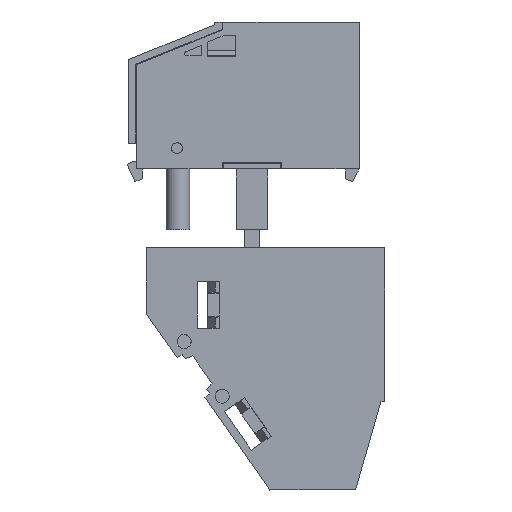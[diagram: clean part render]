
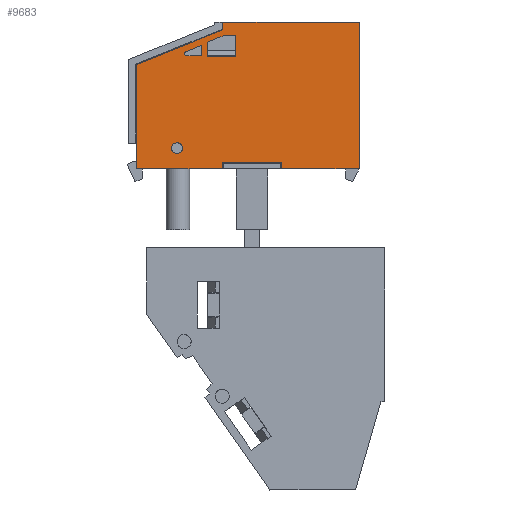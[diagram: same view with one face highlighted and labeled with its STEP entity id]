
A CAD part, left-side view. The second image highlights one B-rep face of the part: STEP entity #9683.
In plain terms, the highlighted planar face has unit normal (-1, 0, 0).
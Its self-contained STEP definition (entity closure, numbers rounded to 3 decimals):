
#7107=AXIS2_PLACEMENT_3D('Plane Axis2P3D',#7104,#7105,#7106) ;
#9633=AXIS2_PLACEMENT_3D('Circle Axis2P3D',#9631,#9632,$) ;
#9642=AXIS2_PLACEMENT_3D('Circle Axis2P3D',#9640,#9641,$) ;
#9651=AXIS2_PLACEMENT_3D('Circle Axis2P3D',#9649,#9650,$) ;
#7104=CARTESIAN_POINT('Axis2P3D Location',(0.,0.,0.)) ;
#8161=CARTESIAN_POINT('Vertex',(0.,19.124,55.457)) ;
#8164=CARTESIAN_POINT('Line Origine',(0.,19.124,56.816)) ;
#8168=CARTESIAN_POINT('Vertex',(0.,19.124,58.175)) ;
#9505=CARTESIAN_POINT('Vertex',(0.,22.676,55.457)) ;
#9508=CARTESIAN_POINT('Line Origine',(0.,20.9,55.457)) ;
#9523=CARTESIAN_POINT('Line Origine',(0.,8.25,41.099)) ;
#9527=CARTESIAN_POINT('Vertex',(0.,13.2,41.099)) ;
#9529=CARTESIAN_POINT('Vertex',(0.,3.3,41.099)) ;
#9532=CARTESIAN_POINT('Line Origine',(0.,3.3,50.499)) ;
#9536=CARTESIAN_POINT('Vertex',(0.,3.3,59.899)) ;
#9539=CARTESIAN_POINT('Line Origine',(0.,12.013,59.899)) ;
#9543=CARTESIAN_POINT('Vertex',(0.,20.725,59.899)) ;
#9546=CARTESIAN_POINT('Line Origine',(0.,20.725,59.399)) ;
#9550=CARTESIAN_POINT('Vertex',(0.,20.725,58.899)) ;
#9553=CARTESIAN_POINT('Line Origine',(0.,26.263,56.661)) ;
#9557=CARTESIAN_POINT('Vertex',(0.,31.8,54.424)) ;
#9560=CARTESIAN_POINT('Line Origine',(0.,31.8,47.761)) ;
#9564=CARTESIAN_POINT('Vertex',(0.,31.8,41.099)) ;
#9567=CARTESIAN_POINT('Line Origine',(0.,26.3,41.099)) ;
#9571=CARTESIAN_POINT('Vertex',(0.,20.8,41.099)) ;
#9574=CARTESIAN_POINT('Line Origine',(0.,20.8,41.499)) ;
#9578=CARTESIAN_POINT('Vertex',(0.,20.8,41.899)) ;
#9581=CARTESIAN_POINT('Line Origine',(0.,17.,41.899)) ;
#9585=CARTESIAN_POINT('Vertex',(0.,13.2,41.899)) ;
#9588=CARTESIAN_POINT('Line Origine',(0.,13.2,41.499)) ;
#9605=CARTESIAN_POINT('Line Origine',(0.,22.676,56.393)) ;
#9609=CARTESIAN_POINT('Vertex',(0.,22.676,57.33)) ;
#9612=CARTESIAN_POINT('Line Origine',(0.,21.63,57.752)) ;
#9616=CARTESIAN_POINT('Vertex',(0.,20.585,58.175)) ;
#9619=CARTESIAN_POINT('Line Origine',(0.,19.854,58.175)) ;
#9631=CARTESIAN_POINT('Axis2P3D Location',(0.,26.6,43.749)) ;
#9635=CARTESIAN_POINT('Vertex',(0.,26.6,43.049)) ;
#9637=CARTESIAN_POINT('Vertex',(0.,26.6,44.449)) ;
#9640=CARTESIAN_POINT('Axis2P3D Location',(0.,26.6,43.749)) ;
#9649=CARTESIAN_POINT('Axis2P3D Location',(0.,25.338,55.849)) ;
#9653=CARTESIAN_POINT('Vertex',(0.,25.45,56.127)) ;
#9655=CARTESIAN_POINT('Vertex',(0.,25.338,55.549)) ;
#9658=CARTESIAN_POINT('Line Origine',(0.,24.475,56.521)) ;
#9662=CARTESIAN_POINT('Vertex',(0.,23.5,56.915)) ;
#9665=CARTESIAN_POINT('Line Origine',(0.,23.5,56.232)) ;
#9669=CARTESIAN_POINT('Vertex',(0.,23.5,55.549)) ;
#9672=CARTESIAN_POINT('Line Origine',(0.,24.419,55.549)) ;
#7105=DIRECTION('Axis2P3D Direction',(-1.,0.,0.)) ;
#7106=DIRECTION('Axis2P3D XDirection',(0.,0.,1.)) ;
#8165=DIRECTION('Vector Direction',(0.,0.,-1.)) ;
#9509=DIRECTION('Vector Direction',(0.,1.,0.)) ;
#9524=DIRECTION('Vector Direction',(0.,1.,0.)) ;
#9533=DIRECTION('Vector Direction',(0.,0.,-1.)) ;
#9540=DIRECTION('Vector Direction',(0.,-1.,0.)) ;
#9547=DIRECTION('Vector Direction',(0.,0.,-1.)) ;
#9554=DIRECTION('Vector Direction',(0.,-0.927,0.375)) ;
#9561=DIRECTION('Vector Direction',(0.,0.,1.)) ;
#9568=DIRECTION('Vector Direction',(0.,1.,0.)) ;
#9575=DIRECTION('Vector Direction',(0.,0.,1.)) ;
#9582=DIRECTION('Vector Direction',(0.,-1.,0.)) ;
#9589=DIRECTION('Vector Direction',(0.,0.,-1.)) ;
#9606=DIRECTION('Vector Direction',(0.,0.,1.)) ;
#9613=DIRECTION('Vector Direction',(0.,-0.927,0.375)) ;
#9620=DIRECTION('Vector Direction',(0.,1.,0.)) ;
#9632=DIRECTION('Axis2P3D Direction',(-1.,0.,0.)) ;
#9641=DIRECTION('Axis2P3D Direction',(-1.,0.,0.)) ;
#9650=DIRECTION('Axis2P3D Direction',(-1.,0.,0.)) ;
#9659=DIRECTION('Vector Direction',(0.,-0.927,0.375)) ;
#9666=DIRECTION('Vector Direction',(0.,0.,-1.)) ;
#9673=DIRECTION('Vector Direction',(0.,1.,0.)) ;
#8166=VECTOR('Line Direction',#8165,1.) ;
#9510=VECTOR('Line Direction',#9509,1.) ;
#9525=VECTOR('Line Direction',#9524,1.) ;
#9534=VECTOR('Line Direction',#9533,1.) ;
#9541=VECTOR('Line Direction',#9540,1.) ;
#9548=VECTOR('Line Direction',#9547,1.) ;
#9555=VECTOR('Line Direction',#9554,1.) ;
#9562=VECTOR('Line Direction',#9561,1.) ;
#9569=VECTOR('Line Direction',#9568,1.) ;
#9576=VECTOR('Line Direction',#9575,1.) ;
#9583=VECTOR('Line Direction',#9582,1.) ;
#9590=VECTOR('Line Direction',#9589,1.) ;
#9607=VECTOR('Line Direction',#9606,1.) ;
#9614=VECTOR('Line Direction',#9613,1.) ;
#9621=VECTOR('Line Direction',#9620,1.) ;
#9660=VECTOR('Line Direction',#9659,1.) ;
#9667=VECTOR('Line Direction',#9666,1.) ;
#9674=VECTOR('Line Direction',#9673,1.) ;
#9594=ORIENTED_EDGE('',*,*,#9531,.T.) ;
#9595=ORIENTED_EDGE('',*,*,#9538,.T.) ;
#9596=ORIENTED_EDGE('',*,*,#9545,.T.) ;
#9597=ORIENTED_EDGE('',*,*,#9552,.T.) ;
#9598=ORIENTED_EDGE('',*,*,#9559,.F.) ;
#9599=ORIENTED_EDGE('',*,*,#9566,.T.) ;
#9600=ORIENTED_EDGE('',*,*,#9573,.T.) ;
#9601=ORIENTED_EDGE('',*,*,#9580,.T.) ;
#9602=ORIENTED_EDGE('',*,*,#9587,.T.) ;
#9603=ORIENTED_EDGE('',*,*,#9592,.T.) ;
#9625=ORIENTED_EDGE('',*,*,#9611,.F.) ;
#9626=ORIENTED_EDGE('',*,*,#9618,.F.) ;
#9627=ORIENTED_EDGE('',*,*,#9623,.F.) ;
#9628=ORIENTED_EDGE('',*,*,#8170,.F.) ;
#9629=ORIENTED_EDGE('',*,*,#9512,.F.) ;
#9646=ORIENTED_EDGE('',*,*,#9639,.F.) ;
#9647=ORIENTED_EDGE('',*,*,#9644,.F.) ;
#9678=ORIENTED_EDGE('',*,*,#9657,.F.) ;
#9679=ORIENTED_EDGE('',*,*,#9664,.F.) ;
#9680=ORIENTED_EDGE('',*,*,#9671,.F.) ;
#9681=ORIENTED_EDGE('',*,*,#9676,.F.) ;
#9630=FACE_BOUND('',#9624,.T.) ;
#9648=FACE_BOUND('',#9645,.T.) ;
#9682=FACE_BOUND('',#9677,.T.) ;
#9683=ADVANCED_FACE('MANIFOLD_SOLID_BREP #6336',(#9604,#9630,#9648,#9682),#7108,.T.) ;
#9634=CIRCLE('generated circle',#9633,0.7) ;
#9643=CIRCLE('generated circle',#9642,0.7) ;
#9652=CIRCLE('generated circle',#9651,0.3) ;
#8170=EDGE_CURVE('',#8162,#8169,#8167,.F.) ;
#9512=EDGE_CURVE('',#9506,#8162,#9511,.F.) ;
#9531=EDGE_CURVE('',#9528,#9530,#9526,.F.) ;
#9538=EDGE_CURVE('',#9530,#9537,#9535,.F.) ;
#9545=EDGE_CURVE('',#9537,#9544,#9542,.F.) ;
#9552=EDGE_CURVE('',#9544,#9551,#9549,.T.) ;
#9559=EDGE_CURVE('',#9558,#9551,#9556,.T.) ;
#9566=EDGE_CURVE('',#9558,#9565,#9563,.F.) ;
#9573=EDGE_CURVE('',#9565,#9572,#9570,.F.) ;
#9580=EDGE_CURVE('',#9572,#9579,#9577,.T.) ;
#9587=EDGE_CURVE('',#9579,#9586,#9584,.T.) ;
#9592=EDGE_CURVE('',#9586,#9528,#9591,.T.) ;
#9611=EDGE_CURVE('',#9610,#9506,#9608,.F.) ;
#9618=EDGE_CURVE('',#9617,#9610,#9615,.F.) ;
#9623=EDGE_CURVE('',#8169,#9617,#9622,.T.) ;
#9639=EDGE_CURVE('',#9636,#9638,#9634,.T.) ;
#9644=EDGE_CURVE('',#9638,#9636,#9643,.T.) ;
#9657=EDGE_CURVE('',#9654,#9656,#9652,.T.) ;
#9664=EDGE_CURVE('',#9663,#9654,#9661,.F.) ;
#9671=EDGE_CURVE('',#9670,#9663,#9668,.F.) ;
#9676=EDGE_CURVE('',#9656,#9670,#9675,.F.) ;
#9593=EDGE_LOOP('',(#9594,#9595,#9596,#9597,#9598,#9599,#9600,#9601,#9602,#9603)) ;
#9624=EDGE_LOOP('',(#9625,#9626,#9627,#9628,#9629)) ;
#9645=EDGE_LOOP('',(#9646,#9647)) ;
#9677=EDGE_LOOP('',(#9678,#9679,#9680,#9681)) ;
#9604=FACE_OUTER_BOUND('',#9593,.T.) ;
#8167=LINE('Line',#8164,#8166) ;
#9511=LINE('Line',#9508,#9510) ;
#9526=LINE('Line',#9523,#9525) ;
#9535=LINE('Line',#9532,#9534) ;
#9542=LINE('Line',#9539,#9541) ;
#9549=LINE('Line',#9546,#9548) ;
#9556=LINE('Line',#9553,#9555) ;
#9563=LINE('Line',#9560,#9562) ;
#9570=LINE('Line',#9567,#9569) ;
#9577=LINE('Line',#9574,#9576) ;
#9584=LINE('Line',#9581,#9583) ;
#9591=LINE('Line',#9588,#9590) ;
#9608=LINE('Line',#9605,#9607) ;
#9615=LINE('Line',#9612,#9614) ;
#9622=LINE('Line',#9619,#9621) ;
#9661=LINE('Line',#9658,#9660) ;
#9668=LINE('Line',#9665,#9667) ;
#9675=LINE('Line',#9672,#9674) ;
#7108=PLANE('',#7107) ;
#8162=VERTEX_POINT('',#8161) ;
#8169=VERTEX_POINT('',#8168) ;
#9506=VERTEX_POINT('',#9505) ;
#9528=VERTEX_POINT('',#9527) ;
#9530=VERTEX_POINT('',#9529) ;
#9537=VERTEX_POINT('',#9536) ;
#9544=VERTEX_POINT('',#9543) ;
#9551=VERTEX_POINT('',#9550) ;
#9558=VERTEX_POINT('',#9557) ;
#9565=VERTEX_POINT('',#9564) ;
#9572=VERTEX_POINT('',#9571) ;
#9579=VERTEX_POINT('',#9578) ;
#9586=VERTEX_POINT('',#9585) ;
#9610=VERTEX_POINT('',#9609) ;
#9617=VERTEX_POINT('',#9616) ;
#9636=VERTEX_POINT('',#9635) ;
#9638=VERTEX_POINT('',#9637) ;
#9654=VERTEX_POINT('',#9653) ;
#9656=VERTEX_POINT('',#9655) ;
#9663=VERTEX_POINT('',#9662) ;
#9670=VERTEX_POINT('',#9669) ;
